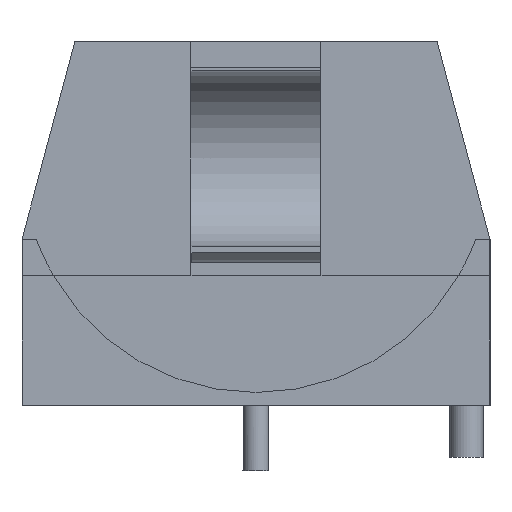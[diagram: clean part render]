
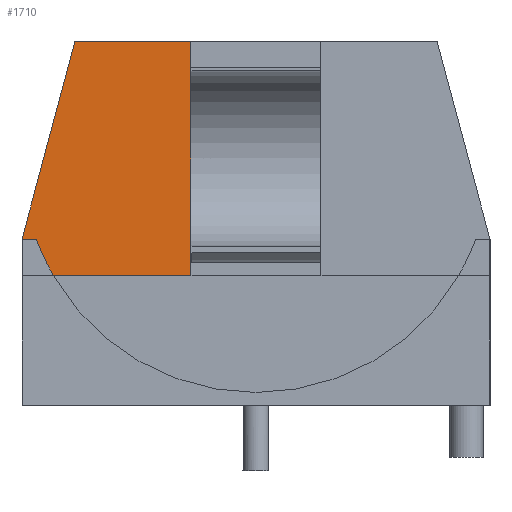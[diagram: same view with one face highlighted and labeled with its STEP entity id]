
A CAD part, left-side view. The second image highlights one B-rep face of the part: STEP entity #1710.
In plain terms, the highlighted planar face has unit normal (-1, 0, 0).
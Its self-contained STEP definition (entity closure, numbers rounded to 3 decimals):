
#211 = VERTEX_POINT('',#212);
#212 = CARTESIAN_POINT('',(-21.5,9.,6.4));
#250 = VERTEX_POINT('',#251);
#251 = CARTESIAN_POINT('',(-21.5,7.794,5.));
#659 = EDGE_CURVE('',#211,#660,#662,.T.);
#660 = VERTEX_POINT('',#661);
#661 = CARTESIAN_POINT('',(-21.5,6.964,14.));
#662 = LINE('',#663,#664);
#663 = CARTESIAN_POINT('',(-21.5,8.753,7.321));
#664 = VECTOR('',#665,1.);
#665 = DIRECTION('',(0.,-0.259,0.966));
#691 = EDGE_CURVE('',#692,#250,#694,.T.);
#692 = VERTEX_POINT('',#693);
#693 = CARTESIAN_POINT('',(-21.5,8.449,6.4));
#694 = CIRCLE('',#695,9.);
#695 = AXIS2_PLACEMENT_3D('',#696,#697,#698);
#696 = CARTESIAN_POINT('',(-21.5,0.,9.5));
#697 = DIRECTION('',(-1.,0.,0.));
#698 = DIRECTION('',(0.,-1.,0.));
#700 = EDGE_CURVE('',#692,#211,#701,.T.);
#701 = LINE('',#702,#703);
#702 = CARTESIAN_POINT('',(-21.5,-9.,6.4));
#703 = VECTOR('',#704,1.);
#704 = DIRECTION('',(0.,1.,0.));
#715 = EDGE_CURVE('',#250,#716,#718,.T.);
#716 = VERTEX_POINT('',#717);
#717 = CARTESIAN_POINT('',(-21.5,2.5,5.));
#718 = LINE('',#719,#720);
#719 = CARTESIAN_POINT('',(-21.5,9.,5.));
#720 = VECTOR('',#721,1.);
#721 = DIRECTION('',(0.,-1.,0.));
#1659 = EDGE_CURVE('',#1660,#660,#1662,.T.);
#1660 = VERTEX_POINT('',#1661);
#1661 = CARTESIAN_POINT('',(-21.5,2.5,14.));
#1662 = LINE('',#1663,#1664);
#1663 = CARTESIAN_POINT('',(-21.5,-9.,14.));
#1664 = VECTOR('',#1665,1.);
#1665 = DIRECTION('',(0.,1.,0.));
#1710 = ADVANCED_FACE('',(#1711),#1724,.T.);
#1711 = FACE_BOUND('',#1712,.T.);
#1712 = EDGE_LOOP('',(#1713,#1719,#1720,#1721,#1722,#1723));
#1713 = ORIENTED_EDGE('',*,*,#1714,.F.);
#1714 = EDGE_CURVE('',#1660,#716,#1715,.T.);
#1715 = LINE('',#1716,#1717);
#1716 = CARTESIAN_POINT('',(-21.5,2.5,14.));
#1717 = VECTOR('',#1718,1.);
#1718 = DIRECTION('',(-0.,-0.,-1.));
#1719 = ORIENTED_EDGE('',*,*,#1659,.T.);
#1720 = ORIENTED_EDGE('',*,*,#659,.F.);
#1721 = ORIENTED_EDGE('',*,*,#700,.F.);
#1722 = ORIENTED_EDGE('',*,*,#691,.T.);
#1723 = ORIENTED_EDGE('',*,*,#715,.T.);
#1724 = PLANE('',#1725);
#1725 = AXIS2_PLACEMENT_3D('',#1726,#1727,#1728);
#1726 = CARTESIAN_POINT('',(-21.5,-9.,5.));
#1727 = DIRECTION('',(-1.,0.,0.));
#1728 = DIRECTION('',(0.,1.,0.));
